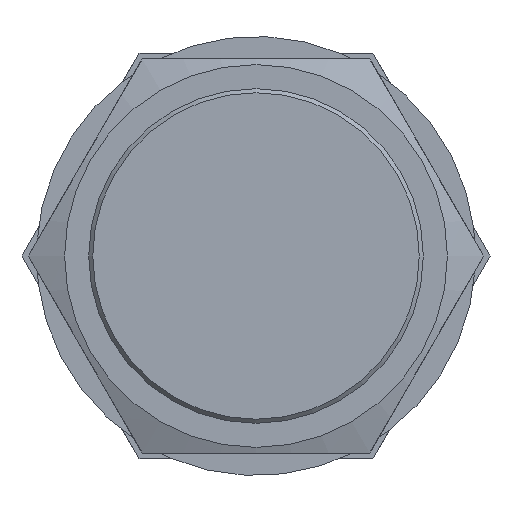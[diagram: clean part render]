
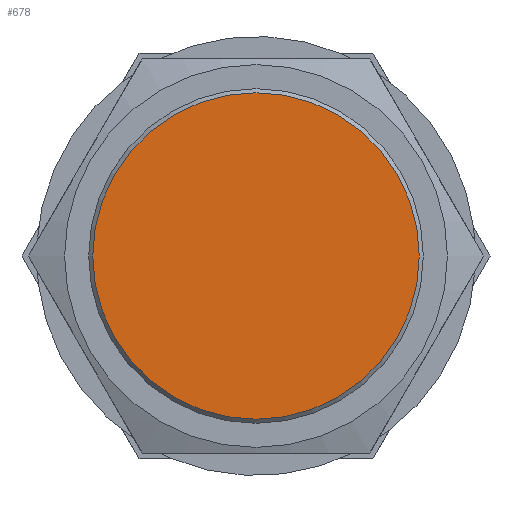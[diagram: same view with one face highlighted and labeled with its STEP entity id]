
A CAD part, front view. The second image highlights one B-rep face of the part: STEP entity #678.
In plain terms, the highlighted planar face has unit normal (0, -1, 0).
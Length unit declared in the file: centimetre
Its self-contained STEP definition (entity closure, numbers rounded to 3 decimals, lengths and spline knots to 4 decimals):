
#150=FACE_OUTER_BOUND('',#198,.T.);
#198=EDGE_LOOP('',(#442));
#268=CIRCLE('',#729,1.45);
#294=VERTEX_POINT('',#990);
#356=EDGE_CURVE('',#294,#294,#268,.T.);
#442=ORIENTED_EDGE('',*,*,#356,.F.);
#614=PLANE('',#728);
#678=ADVANCED_FACE('',(#150),#614,.F.);
#728=AXIS2_PLACEMENT_3D('',#989,#804,#805);
#729=AXIS2_PLACEMENT_3D('',#991,#806,#807);
#804=DIRECTION('center_axis',(0.,1.,0.));
#805=DIRECTION('ref_axis',(0.,0.,1.));
#806=DIRECTION('center_axis',(0.,1.,0.));
#807=DIRECTION('ref_axis',(1.,0.,0.));
#989=CARTESIAN_POINT('Origin',(1.6166,0.28,1.4));
#990=CARTESIAN_POINT('',(0.1666,0.28,1.4));
#991=CARTESIAN_POINT('Origin',(1.6166,0.28,1.4));
